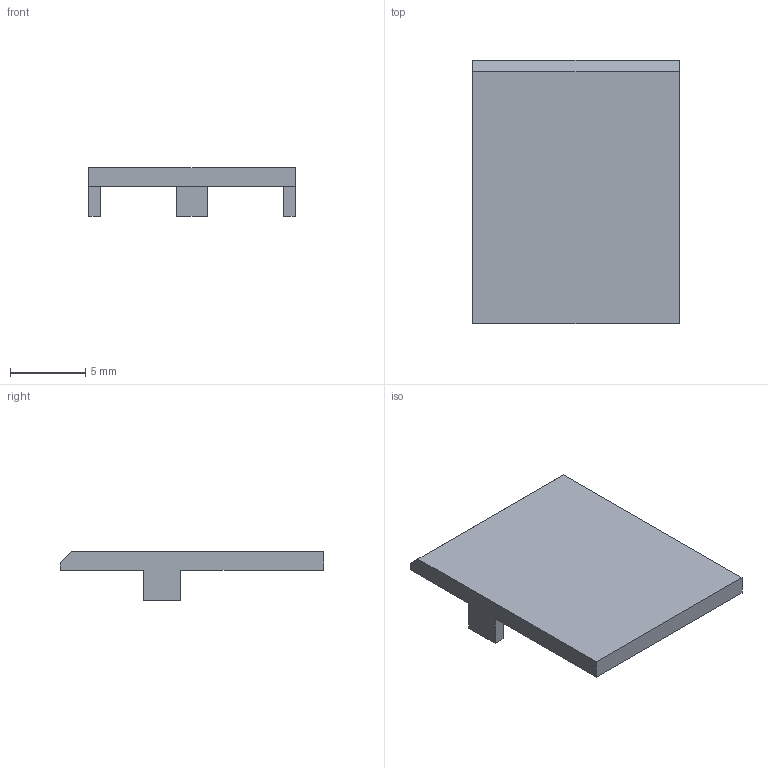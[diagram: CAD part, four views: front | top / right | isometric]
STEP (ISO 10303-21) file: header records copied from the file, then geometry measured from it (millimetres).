
FILE_DESCRIPTION(('CATIA V5R19 STEP'),'2;1');
FILE_NAME ('6900354_3_7760056249_S3D_TEST_LEVER_BLOCK_DRH_DRW.stp','2015-02-10T12:18:13+00:00',('none'),('Weidmueller'),'CATIA Version 5 Release 20 SP 5 (IN-10)','CATIA V5 STEP AP214','none');
FILE_SCHEMA(('AUTOMOTIVE_DESIGN { 1 0 10303 214 1 1 1 1 }'));
Length unit declared in the file: millimetre
Products named in the file (1): S3D_TEST_LEVER_BLOCK_DRH_DRW
Bounding box: 13.7 x 17.5 x 3.25 mm (x, y, z)
Volume: 214.6 mm3; surface area: 664.5 mm2
Topology: 1 solids, 1 shells, 31 faces, 81 edges, 54 vertices
Faces by surface type: plane 29, cylinder 2
Entity records: 1126 total; most frequent: ORIENTED_EDGE 162, CARTESIAN_POINT 157, DIRECTION 123, EDGE_CURVE 81, VECTOR 77, LINE 77, VERTEX_POINT 54, EDGE_LOOP 33
